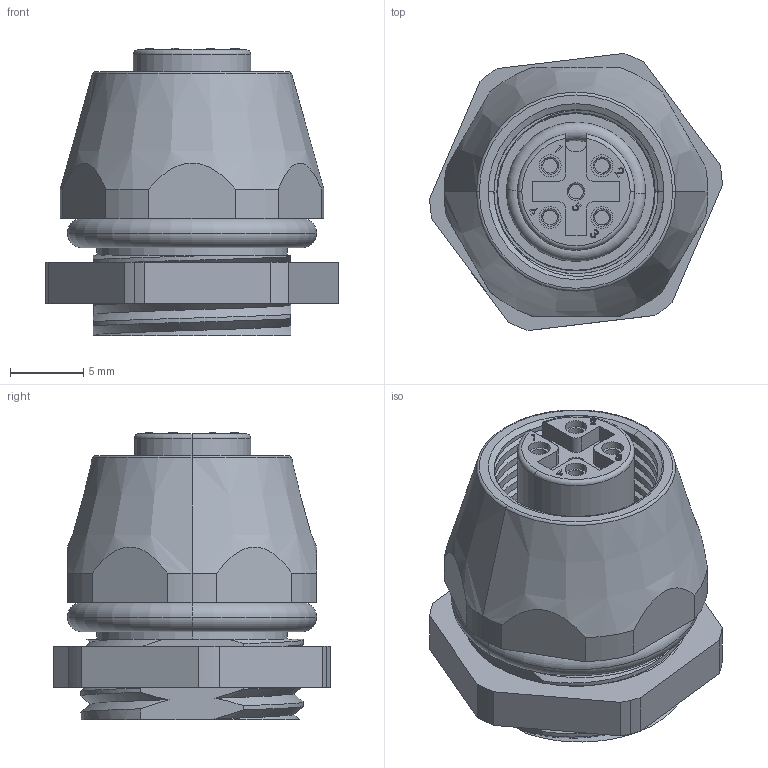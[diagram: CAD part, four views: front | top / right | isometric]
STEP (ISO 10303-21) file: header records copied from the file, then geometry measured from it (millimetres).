
FILE_DESCRIPTION (( 'STEP AP203' ), '1' );
FILE_NAME ('FEK521-.STEP', '2019-03-13T02:44:24', ( 'User' ), ( 'china' ), 'SwSTEP 2.0', 'SolidWorks 2012', '' );
FILE_SCHEMA (( 'CONFIG_CONTROL_DESIGN' ));
Length unit declared in the file: millimetre
Products named in the file (8): FEK521-; O型圈; M12-Pg9綴坶踡蹟譫; O型圈-9X1; O型圈-15X2; M12脣謂ㄗ楊擘蚚ㄘ; M12-A扣5芯孔座（法兰用）; M12-Pg9謂釱綴坶踡楊擘
Assembly tree (11 placements, depth 2):
  FEK521-
    M12-Pg9謂釱綴坶踡楊擘
    M12-A扣5芯孔座（法兰用）
    M12脣謂ㄗ楊擘蚚ㄘ  x5
    O型圈-15X2
    O型圈-9X1
    M12-Pg9綴坶踡蹟譫
    O型圈
Bounding box: 19.98 x 18.9 x 19.6 mm (x, y, z)
Volume: 2825.9 mm3; surface area: 4623.8 mm2
Topology: 11 solids, 11 shells, 465 faces, 1154 edges, 757 vertices
Faces by surface type: plane 195, cylinder 179, bspline 47, torus 27, cone 17
Entity records: 16212 total; most frequent: CARTESIAN_POINT 7521, ORIENTED_EDGE 1684, DIRECTION 1535, EDGE_CURVE 842, AXIS2_PLACEMENT_3D 569, VERTEX_POINT 549, LINE 397, VECTOR 397
